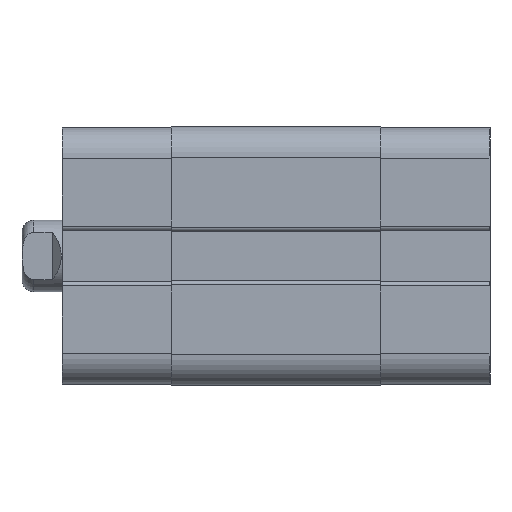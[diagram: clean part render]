
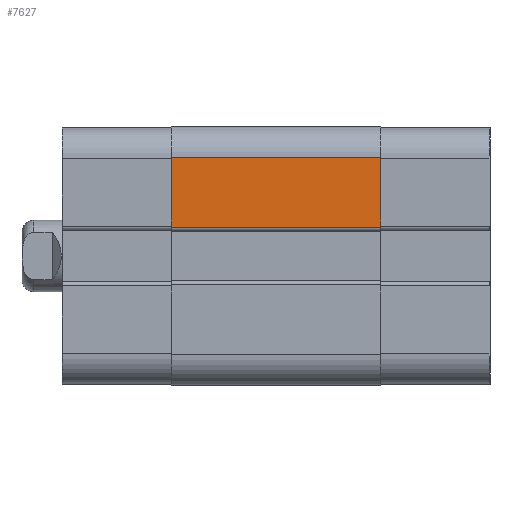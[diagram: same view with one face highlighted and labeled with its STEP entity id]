
A CAD part, left-side view. The second image highlights one B-rep face of the part: STEP entity #7627.
In plain terms, the highlighted planar face has unit normal (-1, 0, 0).
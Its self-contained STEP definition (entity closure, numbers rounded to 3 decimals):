
#4914=CARTESIAN_POINT('',(-14.525,11.75,3.25));
#4915=VERTEX_POINT('',#4914);
#4923=CARTESIAN_POINT('',(-14.525,11.75,11.025));
#4924=VERTEX_POINT('',#4923);
#4925=CARTESIAN_POINT('',(-14.525,11.75,11.025));
#4926=DIRECTION('',(0.0,0.0,-1.0));
#4927=VECTOR('',#4926,7.775);
#4928=LINE('',#4925,#4927);
#4929=EDGE_CURVE('',#4924,#4915,#4928,.T.);
#6998=CARTESIAN_POINT('',(-14.525,-11.75,11.025));
#6999=VERTEX_POINT('',#6998);
#7007=CARTESIAN_POINT('',(-14.525,-11.75,3.25));
#7008=VERTEX_POINT('',#7007);
#7009=CARTESIAN_POINT('',(-14.525,-11.75,3.25));
#7010=DIRECTION('',(0.0,0.0,1.0));
#7011=VECTOR('',#7010,7.775);
#7012=LINE('',#7009,#7011);
#7013=EDGE_CURVE('',#7008,#6999,#7012,.T.);
#7600=CARTESIAN_POINT('',(-14.525,11.75,11.025));
#7601=DIRECTION('',(0.0,-1.0,0.0));
#7602=VECTOR('',#7601,23.5);
#7603=LINE('',#7600,#7602);
#7604=EDGE_CURVE('',#4924,#6999,#7603,.T.);
#7611=CARTESIAN_POINT('',(-14.525,0.0,11.025));
#7612=DIRECTION('',(-1.0,0.0,0.0));
#7613=DIRECTION('',(0.0,0.0,1.0));
#7614=AXIS2_PLACEMENT_3D('',#7611,#7612,#7613);
#7615=PLANE('',#7614);
#7616=ORIENTED_EDGE('',*,*,#4929,.T.);
#7617=CARTESIAN_POINT('',(-14.525,11.75,3.25));
#7618=DIRECTION('',(0.0,-1.0,0.0));
#7619=VECTOR('',#7618,23.5);
#7620=LINE('',#7617,#7619);
#7621=EDGE_CURVE('',#4915,#7008,#7620,.T.);
#7622=ORIENTED_EDGE('',*,*,#7621,.T.);
#7623=ORIENTED_EDGE('',*,*,#7013,.T.);
#7624=ORIENTED_EDGE('',*,*,#7604,.F.);
#7625=EDGE_LOOP('',(#7616,#7622,#7623,#7624));
#7626=FACE_OUTER_BOUND('',#7625,.T.);
#7627=ADVANCED_FACE('',(#7626),#7615,.T.);
